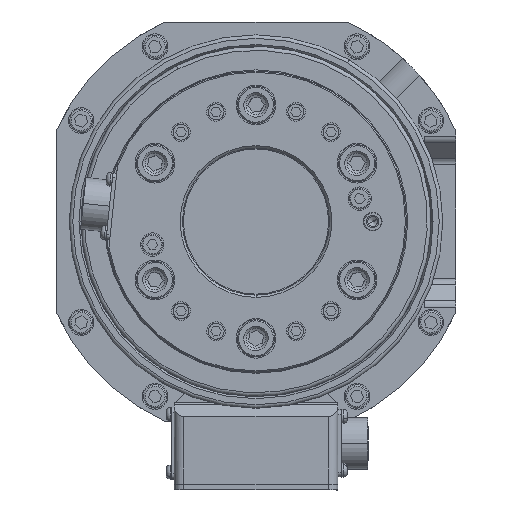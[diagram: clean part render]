
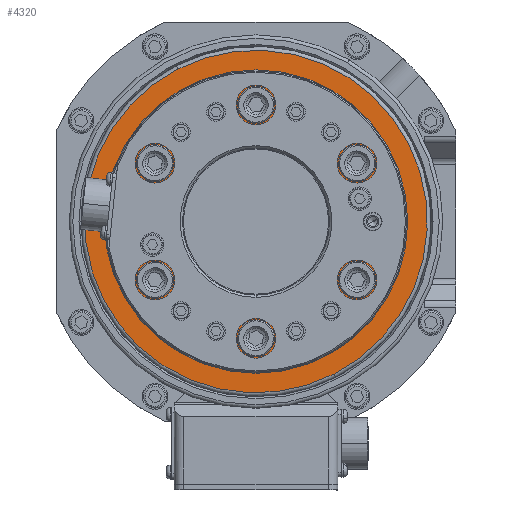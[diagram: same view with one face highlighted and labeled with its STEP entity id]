
A CAD part, front view. The second image highlights one B-rep face of the part: STEP entity #4320.
In plain terms, the highlighted planar face has unit normal (0, -1, 0).
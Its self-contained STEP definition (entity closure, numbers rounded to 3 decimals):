
#4320 = ADVANCED_FACE ( 'NONE', ( #97979 ), #80319, .T. ) ;
#4881 = CARTESIAN_POINT ( 'NONE',  ( 0., -50.7, 0. ) ) ;
#7175 = DIRECTION ( 'NONE',  ( 0.456, 0., -0.89 ) ) ;
#11600 = ORIENTED_EDGE ( 'NONE', *, *, #91983, .F. ) ;
#14826 = DIRECTION ( 'NONE',  ( 0., 1., 0. ) ) ;
#15670 = ORIENTED_EDGE ( 'NONE', *, *, #30634, .F. ) ;
#25570 = VERTEX_POINT ( 'NONE', #49331 ) ;
#30634 = EDGE_CURVE ( 'NONE', #58498, #25570, #64319, .T. ) ;
#32195 = CARTESIAN_POINT ( 'NONE',  ( -65.332, -50.7, -33.455 ) ) ;
#33870 = CARTESIAN_POINT ( 'NONE',  ( 33.455, -50.7, -65.332 ) ) ;
#39227 = AXIS2_PLACEMENT_3D ( 'NONE', #75534, #95715, #7175 ) ;
#49331 = CARTESIAN_POINT ( 'NONE',  ( -33.455, -50.7, 65.332 ) ) ;
#51109 = DIRECTION ( 'NONE',  ( 0., -1., 0. ) ) ;
#53216 = CIRCLE ( 'NONE', #84669, 73.4 ) ;
#58498 = VERTEX_POINT ( 'NONE', #33870 ) ;
#64319 = CIRCLE ( 'NONE', #39227, 73.4 ) ;
#75534 = CARTESIAN_POINT ( 'NONE',  ( 0., -50.7, 0. ) ) ;
#80319 = PLANE ( 'NONE',  #117308 ) ;
#84669 = AXIS2_PLACEMENT_3D ( 'NONE', #4881, #14826, #104131 ) ;
#91983 = EDGE_CURVE ( 'NONE', #25570, #58498, #53216, .T. ) ;
#95715 = DIRECTION ( 'NONE',  ( 0., 1., 0. ) ) ;
#97979 = FACE_OUTER_BOUND ( 'NONE', #106539, .T. ) ;
#104131 = DIRECTION ( 'NONE',  ( 0.456, 0., -0.89 ) ) ;
#106539 = EDGE_LOOP ( 'NONE', ( #15670, #11600 ) ) ;
#117308 = AXIS2_PLACEMENT_3D ( 'NONE', #32195, #51109, #119838 ) ;
#119838 = DIRECTION ( 'NONE',  ( -0.456, 0., 0.89 ) ) ;
